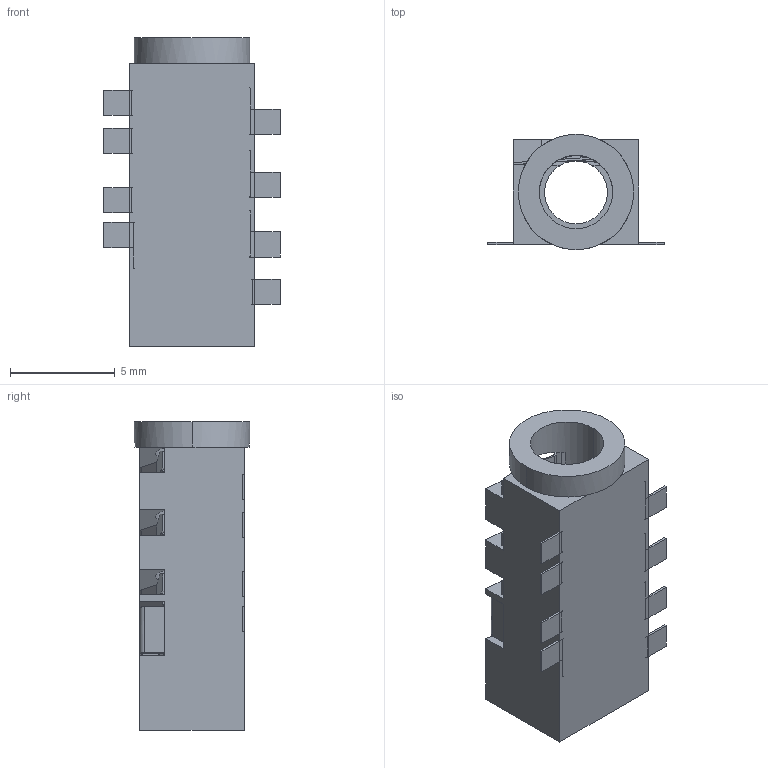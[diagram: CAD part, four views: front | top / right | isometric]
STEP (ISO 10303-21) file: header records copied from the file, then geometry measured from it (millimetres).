
FILE_DESCRIPTION (( 'STEP AP214' ), '1' );
FILE_NAME ('User Library-pj-393-8.STEP', '2023-04-07T03:51:17', ( '' ), ( '' ), 'SwSTEP 2.0', 'SolidWorks 2022', '' );
FILE_SCHEMA (( 'AUTOMOTIVE_DESIGN' ));
Length unit declared in the file: millimetre
Products named in the file (5): PJ-393-8_2; PJ-393-8_4; PJ-393-8_3; User Library-pj-393-8; PJ-393-8_1
Assembly tree (9 placements, depth 2):
  User Library-pj-393-8
    PJ-393-8_1
    PJ-393-8_2  x4
    PJ-393-8_3
    PJ-393-8_4  x3
Bounding box: 8.4 x 5.5 x 14.7 mm (x, y, z)
Volume: 265.8 mm3; surface area: 794.7 mm2
Topology: 9 solids, 9 shells, 280 faces, 783 edges, 516 vertices
Faces by surface type: plane 194, cylinder 86
Entity records: 6070 total; most frequent: CARTESIAN_POINT 864, ORIENTED_EDGE 768, DIRECTION 711, EDGE_CURVE 384, VECTOR 295, LINE 295, VERTEX_POINT 253, AXIS2_PLACEMENT_3D 208
